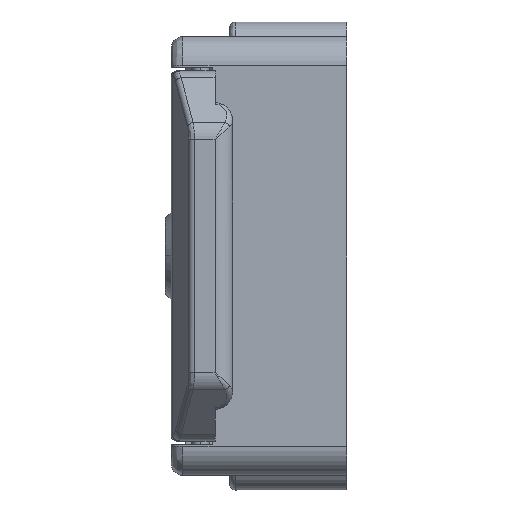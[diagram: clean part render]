
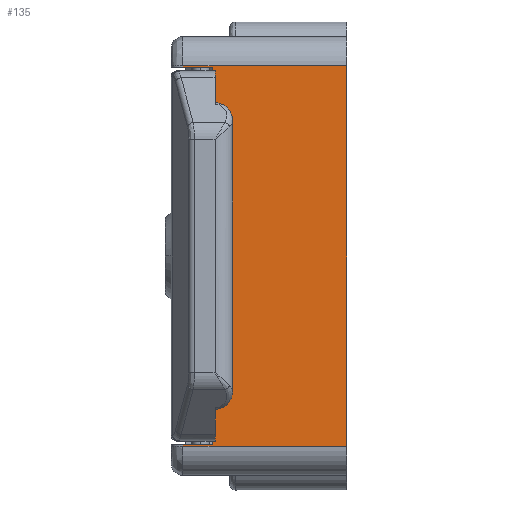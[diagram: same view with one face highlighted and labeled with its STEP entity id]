
A CAD part, left-side view. The second image highlights one B-rep face of the part: STEP entity #135.
In plain terms, the highlighted planar face has unit normal (-1, 0, 0).
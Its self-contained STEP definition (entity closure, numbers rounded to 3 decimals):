
#135 = ADVANCED_FACE ( 'NONE', ( #8292 ), #11695, .F. ) ;
#245 = LINE ( 'NONE', #1749, #15294 ) ;
#359 = VERTEX_POINT ( 'NONE', #3524 ) ;
#499 = ORIENTED_EDGE ( 'NONE', *, *, #12523, .F. ) ;
#841 = LINE ( 'NONE', #10589, #15669 ) ;
#919 = CARTESIAN_POINT ( 'NONE',  ( -26.5, 0., 32.5 ) ) ;
#1076 = CARTESIAN_POINT ( 'NONE',  ( -26.5, 28., 32.5 ) ) ;
#1206 = VERTEX_POINT ( 'NONE', #9994 ) ;
#1749 = CARTESIAN_POINT ( 'NONE',  ( -26.5, 30., -32.5 ) ) ;
#2053 = CARTESIAN_POINT ( 'NONE',  ( -26.5, 0., -37.5 ) ) ;
#2147 = CARTESIAN_POINT ( 'NONE',  ( -26.5, 30., 37.5 ) ) ;
#2474 = ORIENTED_EDGE ( 'NONE', *, *, #7226, .F. ) ;
#2663 = LINE ( 'NONE', #9387, #10298 ) ;
#2876 = EDGE_CURVE ( 'NONE', #1206, #3676, #9107, .T. ) ;
#2879 = DIRECTION ( 'NONE',  ( 0., -1., 0. ) ) ;
#2950 = ORIENTED_EDGE ( 'NONE', *, *, #8041, .F. ) ;
#3524 = CARTESIAN_POINT ( 'NONE',  ( -26.5, 0., -32.5 ) ) ;
#3676 = VERTEX_POINT ( 'NONE', #4029 ) ;
#4029 = CARTESIAN_POINT ( 'NONE',  ( -26.5, 28., 32.25 ) ) ;
#4590 = CARTESIAN_POINT ( 'NONE',  ( -26.5, 28., -32.25 ) ) ;
#4735 = DIRECTION ( 'NONE',  ( 0., 1., 0. ) ) ;
#6001 = DIRECTION ( 'NONE',  ( 0., 1., 0. ) ) ;
#6218 = VERTEX_POINT ( 'NONE', #15595 ) ;
#6378 = LINE ( 'NONE', #15260, #8967 ) ;
#7011 = ORIENTED_EDGE ( 'NONE', *, *, #17579, .F. ) ;
#7226 = EDGE_CURVE ( 'NONE', #16345, #359, #11791, .T. ) ;
#8041 = EDGE_CURVE ( 'NONE', #15959, #6218, #13448, .T. ) ;
#8086 = VECTOR ( 'NONE', #9797, 1000. ) ;
#8292 = FACE_OUTER_BOUND ( 'NONE', #12852, .T. ) ;
#8516 = CARTESIAN_POINT ( 'NONE',  ( -26.5, 30., 32.25 ) ) ;
#8967 = VECTOR ( 'NONE', #13941, 1000. ) ;
#9107 = LINE ( 'NONE', #8516, #11461 ) ;
#9387 = CARTESIAN_POINT ( 'NONE',  ( -26.5, 28., -37.5 ) ) ;
#9442 = DIRECTION ( 'NONE',  ( 0., 0., 1. ) ) ;
#9797 = DIRECTION ( 'NONE',  ( 0., -1., 0. ) ) ;
#9994 = CARTESIAN_POINT ( 'NONE',  ( -26.5, 23., 32.25 ) ) ;
#10298 = VECTOR ( 'NONE', #9442, 1000. ) ;
#10353 = EDGE_CURVE ( 'NONE', #6218, #1206, #841, .T. ) ;
#10589 = CARTESIAN_POINT ( 'NONE',  ( -26.5, 23., 37.5 ) ) ;
#11032 = CARTESIAN_POINT ( 'NONE',  ( -26.5, 28., -32.5 ) ) ;
#11094 = CARTESIAN_POINT ( 'NONE',  ( -26.5, 30., 32.5 ) ) ;
#11185 = LINE ( 'NONE', #11094, #13332 ) ;
#11461 = VECTOR ( 'NONE', #13856, 1000. ) ;
#11695 = PLANE ( 'NONE',  #15728 ) ;
#11791 = LINE ( 'NONE', #2053, #12639 ) ;
#11935 = VERTEX_POINT ( 'NONE', #11032 ) ;
#12523 = EDGE_CURVE ( 'NONE', #3676, #14762, #6378, .T. ) ;
#12639 = VECTOR ( 'NONE', #13249, 1000. ) ;
#12852 = EDGE_LOOP ( 'NONE', ( #2950, #14325, #15526, #2474, #7011, #499, #16251, #14590 ) ) ;
#12994 = DIRECTION ( 'NONE',  ( 1., 0., 0. ) ) ;
#13249 = DIRECTION ( 'NONE',  ( 0., 0., -1. ) ) ;
#13332 = VECTOR ( 'NONE', #2879, 1000. ) ;
#13448 = LINE ( 'NONE', #16592, #8086 ) ;
#13856 = DIRECTION ( 'NONE',  ( 0., 1., 0. ) ) ;
#13941 = DIRECTION ( 'NONE',  ( 0., 0., 1. ) ) ;
#14325 = ORIENTED_EDGE ( 'NONE', *, *, #15767, .F. ) ;
#14590 = ORIENTED_EDGE ( 'NONE', *, *, #10353, .F. ) ;
#14762 = VERTEX_POINT ( 'NONE', #1076 ) ;
#15260 = CARTESIAN_POINT ( 'NONE',  ( -26.5, 28., -37.5 ) ) ;
#15294 = VECTOR ( 'NONE', #6001, 1000. ) ;
#15526 = ORIENTED_EDGE ( 'NONE', *, *, #16921, .F. ) ;
#15595 = CARTESIAN_POINT ( 'NONE',  ( -26.5, 23., -32.25 ) ) ;
#15669 = VECTOR ( 'NONE', #16118, 1000. ) ;
#15728 = AXIS2_PLACEMENT_3D ( 'NONE', #2147, #12994, #4735 ) ;
#15767 = EDGE_CURVE ( 'NONE', #11935, #15959, #2663, .T. ) ;
#15959 = VERTEX_POINT ( 'NONE', #4590 ) ;
#16118 = DIRECTION ( 'NONE',  ( 0., 0., 1. ) ) ;
#16251 = ORIENTED_EDGE ( 'NONE', *, *, #2876, .F. ) ;
#16345 = VERTEX_POINT ( 'NONE', #919 ) ;
#16592 = CARTESIAN_POINT ( 'NONE',  ( -26.5, 30., -32.25 ) ) ;
#16921 = EDGE_CURVE ( 'NONE', #359, #11935, #245, .T. ) ;
#17579 = EDGE_CURVE ( 'NONE', #14762, #16345, #11185, .T. ) ;
